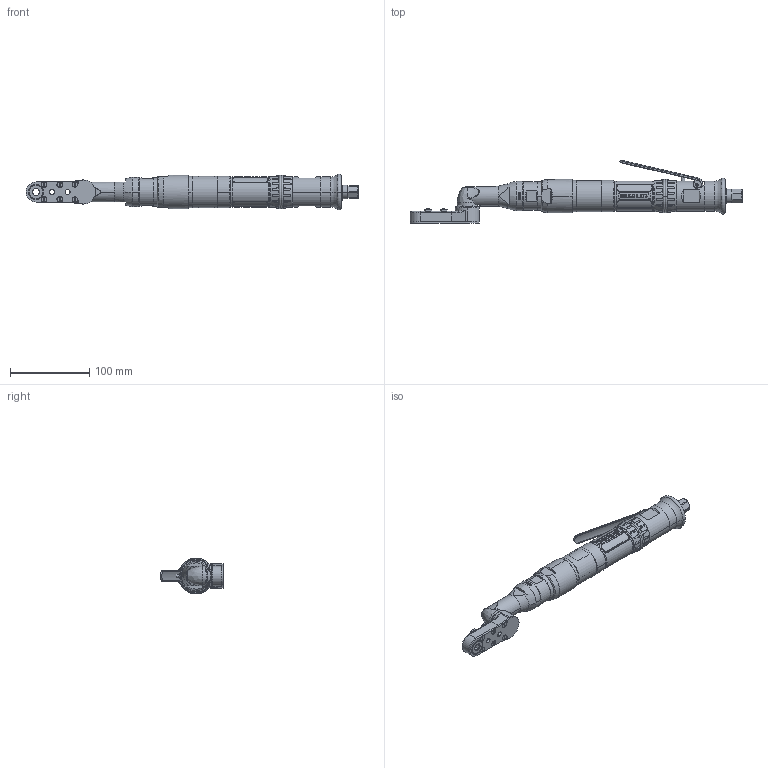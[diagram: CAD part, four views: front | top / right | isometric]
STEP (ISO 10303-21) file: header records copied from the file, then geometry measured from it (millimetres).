
FILE_DESCRIPTION((''),'2;1');
FILE_NAME('AA23LC8-14A','2013-11-19T',('MAM0508'),(''),'PRO/ENGINEER BY PARAMETRIC TECHNOLOGY CORPORATION, 2010430','PRO/ENGINEER BY PARAMETRIC TECHNOLOGY CORPORATION, 2010430','');
FILE_SCHEMA(('CONFIG_CONTROL_DESIGN'));
Products named in the file (1): AA23LC8-14A
Bounding box: 419.83 x 80.88 x 45.42 mm (x, y, z)
Surface area: 86133.5 mm2 (no closed solid volume)
Topology: 0 solids, 179 shells, 938 faces, 4807 edges, 3914 vertices
Faces by surface type: cylinder 432, plane 197, cone 130, bspline 90, torus 46, extrusion 40, sphere 3
Entity records: 75486 total; most frequent: CARTESIAN_POINT 41563, DIRECTION 6341, ORIENTED_EDGE 6175, EDGE_CURVE 4805, VERTEX_POINT 3914, AXIS2_PLACEMENT_3D 2512, B_SPLINE_CURVE_WITH_KNOTS 1864, CIRCLE 1704
